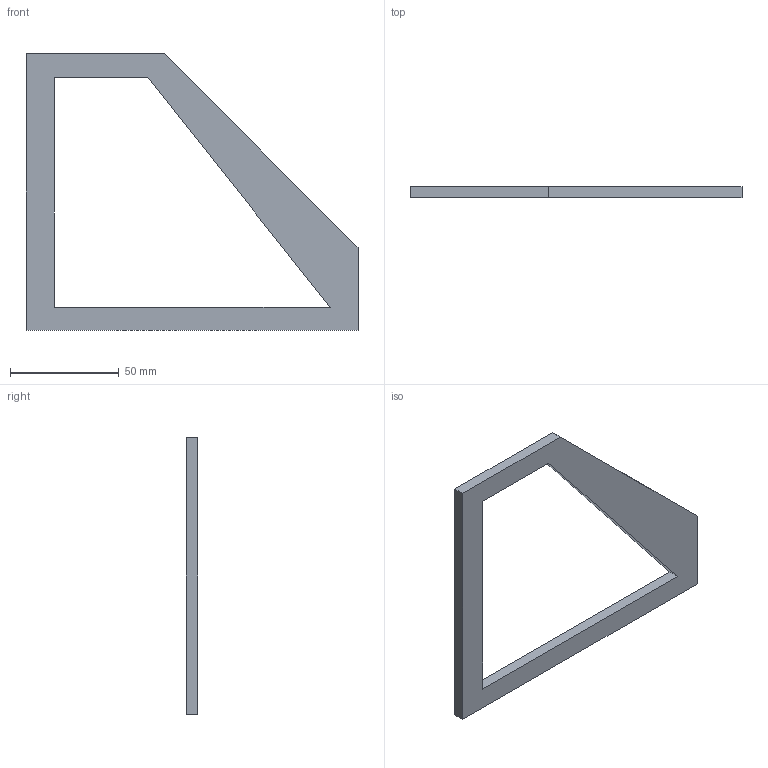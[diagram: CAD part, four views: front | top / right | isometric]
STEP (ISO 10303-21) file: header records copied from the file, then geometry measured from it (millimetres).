
FILE_DESCRIPTION(('produced by SPATIAL CORP'),'2;1');
FILE_NAME( 'part_multi_21.prt.hh.sat.stp','2002-04-19T13:19:11+00:00',('SPATIAL CORP'),( 'SPATIAL CORP'),'ACIS STEP Husk','http://www.spatial.com', 'SPATIAL CORP');
FILE_SCHEMA(('CONFIG_CONTROL_DESIGN'));
Length unit declared in the file: millimetre
Products named in the file (1): PRODUCT_ID_1
Bounding box: 152.4 x 5.08 x 127 mm (x, y, z)
Volume: 32805.3 mm3; surface area: 17571.1 mm2
Topology: 1 solids, 1 shells, 11 faces, 27 edges, 18 vertices
Faces by surface type: plane 11
Entity records: 410 total; most frequent: CARTESIAN_POINT 56, ORIENTED_EDGE 54, DIRECTION 49, VECTOR 27, LINE 27, EDGE_CURVE 27, VERTEX_POINT 18, EDGE_LOOP 13
